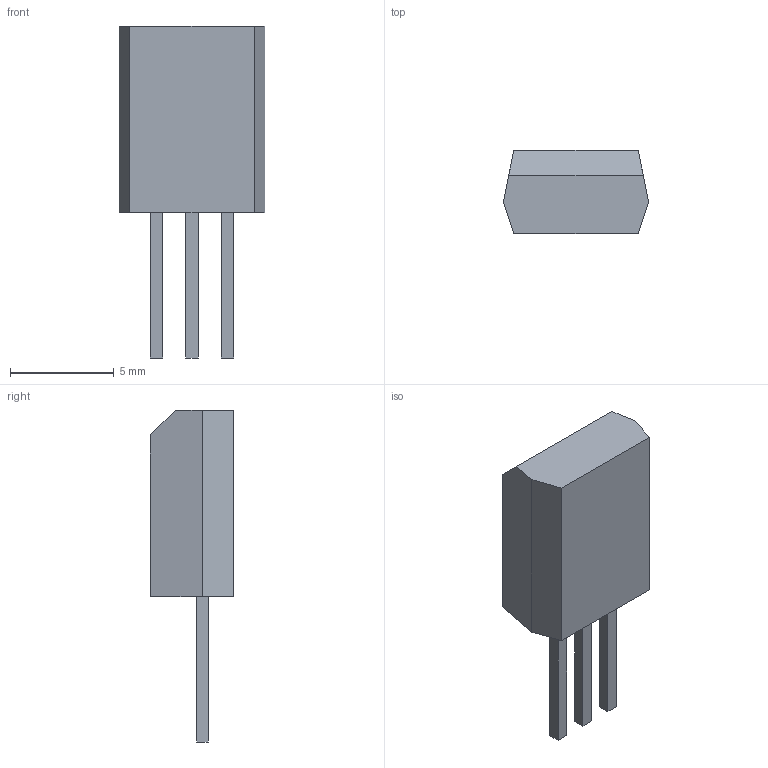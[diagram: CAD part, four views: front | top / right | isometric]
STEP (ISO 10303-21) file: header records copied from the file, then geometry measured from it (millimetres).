
FILE_DESCRIPTION(('FreeCAD Model'),'2;1');
FILE_NAME('NEC_Molded_7x4x9mm.step','2017-11-28T22:16:05',('kicad StepUp'),( 'ksu MCAD'),'Open CASCADE STEP processor 6.8','FreeCAD','Unknown');
FILE_SCHEMA(('AUTOMOTIVE_DESIGN_CC2 { 1 2 10303 214 -1 1 5 4 }'));
Length unit declared in the file: millimetre
Products named in the file (1): NEC_Molded_7x4x9mm
Bounding box: 7 x 4 x 16 mm (x, y, z)
Volume: 236.5 mm3; surface area: 277.1 mm2
Topology: 1 solids, 1 shells, 24 faces, 57 edges, 38 vertices
Faces by surface type: plane 24
Entity records: 499 total; most frequent: ORIENTED_EDGE 92, EDGE_CURVE 57, LINE 57, CARTESIAN_POINT 45, VERTEX_POINT 38, FACE_BOUND 27, EDGE_LOOP 27, AXIS2_PLACEMENT_3D 25
